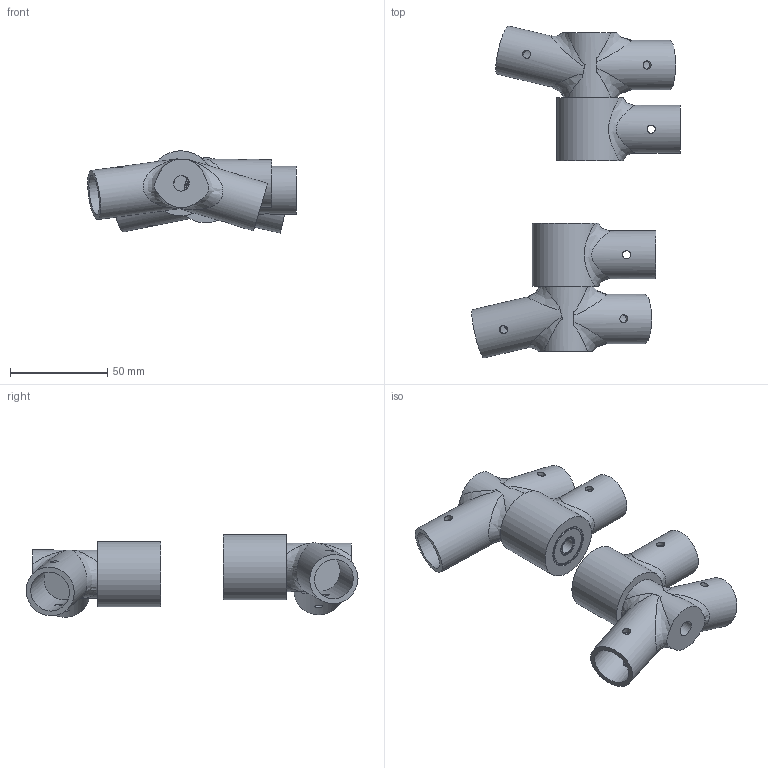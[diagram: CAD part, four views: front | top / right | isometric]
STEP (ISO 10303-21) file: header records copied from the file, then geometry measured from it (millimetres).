
FILE_DESCRIPTION(/* description */ (''),/* implementation_level */ '2;1');
FILE_NAME(/* name */ 'Assembly Back Articulation v14.stp',/* time_stamp */ '2020-12-05T18:06:24+01:00',/* author */ (''),/* organization */ (''),/* preprocessor_version */ 'ST-DEVELOPER v18.1',/* originating_system */ 'Autodesk Translation Framework v9.3.0.1241',/* authorisation */ '');
FILE_SCHEMA (('AUTOMOTIVE_DESIGN { 1 0 10303 214 3 1 1 }'));
Length unit declared in the file: millimetre
Products named in the file (6): Assembly - Back Articulation; Back Articulation Int; Rolling; Back Articulation Ext; Articul back 2 - LEFT; Articul back 2 - RIGHT
Assembly tree (9 placements, depth 3):
  Assembly - Back Articulation
    Rolling  x4
    Back Articulation Int  x2
    Back Articulation Ext
      Articul back 2 - LEFT
      Articul back 2 - RIGHT
Bounding box: 107.42 x 170.93 x 42.41 mm (x, y, z)
Volume: 122376.1 mm3; surface area: 54800.5 mm2
Topology: 8 solids, 8 shells, 166 faces, 404 edges, 272 vertices
Faces by surface type: plane 56, cylinder 52, torus 48, bspline 10
Full cylindrical faces by diameter (mm): 4.2 x12, 8 x4, 8.1 x2, 11 x2, 15 x4, 20.5 x4, 20.6 x2, 22 x4, 22.2 x4, 24.6 x2, 25.5 x4
Entity records: 5773 total; most frequent: CARTESIAN_POINT 3435, ORIENTED_EDGE 478, DIRECTION 395, EDGE_CURVE 239, AXIS2_PLACEMENT_3D 177, VERTEX_POINT 163, EDGE_LOOP 118, B_SPLINE_CURVE_WITH_KNOTS 115
